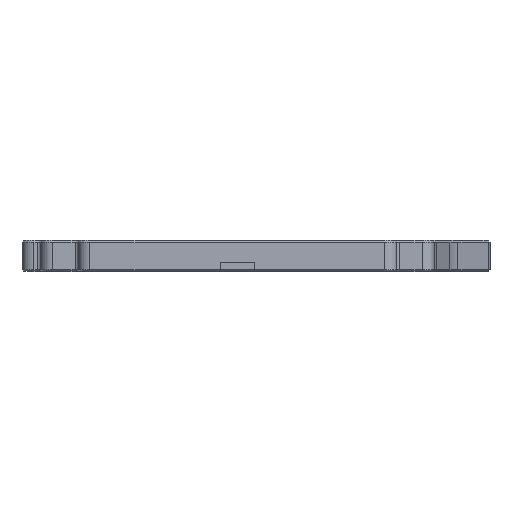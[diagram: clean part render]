
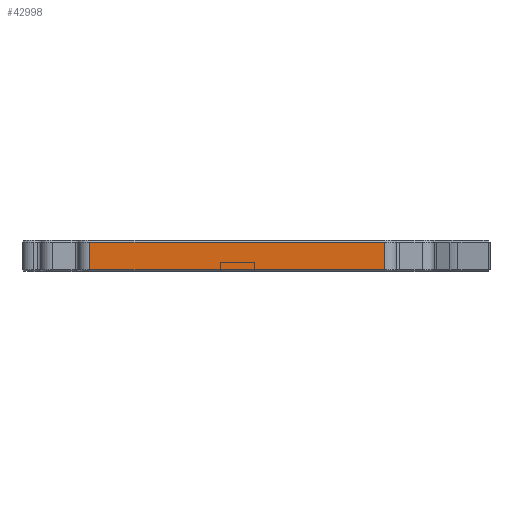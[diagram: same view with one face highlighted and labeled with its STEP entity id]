
A CAD part, left-side view. The second image highlights one B-rep face of the part: STEP entity #42998.
In plain terms, the highlighted planar face has unit normal (-1, 0, 0).
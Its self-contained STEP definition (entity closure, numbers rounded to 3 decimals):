
#41667 = VERTEX_POINT('',#41668);
#41668 = CARTESIAN_POINT('',(-40.5,85.,0.4));
#41692 = VERTEX_POINT('',#41693);
#41693 = CARTESIAN_POINT('',(-40.5,10.,0.4));
#41701 = EDGE_CURVE('',#41692,#41667,#41702,.T.);
#41702 = LINE('',#41703,#41704);
#41703 = CARTESIAN_POINT('',(-40.5,10.,0.4));
#41704 = VECTOR('',#41705,1.);
#41705 = DIRECTION('',(0.,1.,0.));
#42977 = EDGE_CURVE('',#41667,#42978,#42980,.T.);
#42978 = VERTEX_POINT('',#42979);
#42979 = CARTESIAN_POINT('',(-40.5,85.,7.4));
#42980 = LINE('',#42981,#42982);
#42981 = CARTESIAN_POINT('',(-40.5,85.,0.));
#42982 = VECTOR('',#42983,1.);
#42983 = DIRECTION('',(0.,0.,1.));
#42998 = ADVANCED_FACE('',(#42999),#43017,.F.);
#42999 = FACE_BOUND('',#43000,.F.);
#43000 = EDGE_LOOP('',(#43001,#43009,#43010,#43011));
#43001 = ORIENTED_EDGE('',*,*,#43002,.F.);
#43002 = EDGE_CURVE('',#41692,#43003,#43005,.T.);
#43003 = VERTEX_POINT('',#43004);
#43004 = CARTESIAN_POINT('',(-40.5,10.,7.4));
#43005 = LINE('',#43006,#43007);
#43006 = CARTESIAN_POINT('',(-40.5,10.,0.));
#43007 = VECTOR('',#43008,1.);
#43008 = DIRECTION('',(0.,0.,1.));
#43009 = ORIENTED_EDGE('',*,*,#41701,.T.);
#43010 = ORIENTED_EDGE('',*,*,#42977,.T.);
#43011 = ORIENTED_EDGE('',*,*,#43012,.F.);
#43012 = EDGE_CURVE('',#43003,#42978,#43013,.T.);
#43013 = LINE('',#43014,#43015);
#43014 = CARTESIAN_POINT('',(-40.5,10.,7.4));
#43015 = VECTOR('',#43016,1.);
#43016 = DIRECTION('',(0.,1.,0.));
#43017 = PLANE('',#43018);
#43018 = AXIS2_PLACEMENT_3D('',#43019,#43020,#43021);
#43019 = CARTESIAN_POINT('',(-40.5,85.,0.));
#43020 = DIRECTION('',(1.,0.,0.));
#43021 = DIRECTION('',(0.,-1.,0.));
